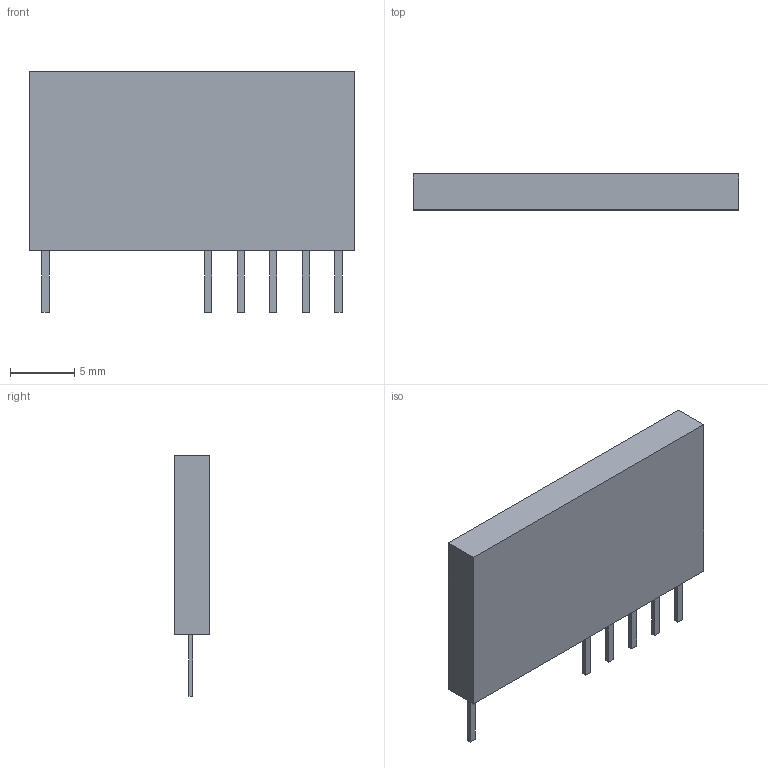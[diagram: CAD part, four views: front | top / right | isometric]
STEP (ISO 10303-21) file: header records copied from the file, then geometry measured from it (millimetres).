
FILE_DESCRIPTION(('FreeCAD Model'),'2;1');
FILE_NAME('Open CASCADE Shape Model','2024-04-28T18:56:40',('Author'),( ''),'Open CASCADE STEP processor 7.6','FreeCAD','Unknown');
FILE_SCHEMA(('AUTOMOTIVE_DESIGN { 1 0 10303 214 1 1 1 1 }'));
Length unit declared in the file: millimetre
Products named in the file (8): Unnamed; Body; Pin001; Pin002; Pin003; Pin004; Pin005; Pin006
Assembly tree (7 placements, depth 2):
  Unnamed
    Body
    Pin001
    Pin002
    Pin003
    Pin004
    Pin005
    Pin006
Bounding box: 25.4 x 2.8 x 18.8 mm (x, y, z)
Volume: 1000.5 mm3; surface area: 983.6 mm2
Topology: 7 solids, 7 shells, 42 faces, 84 edges, 56 vertices
Faces by surface type: plane 42
Entity records: 1265 total; most frequent: CARTESIAN_POINT 190, DIRECTION 184, ORIENTED_EDGE 168, EDGE_CURVE 84, LINE 84, VECTOR 84, VERTEX_POINT 56, AXIS2_PLACEMENT_3D 50
